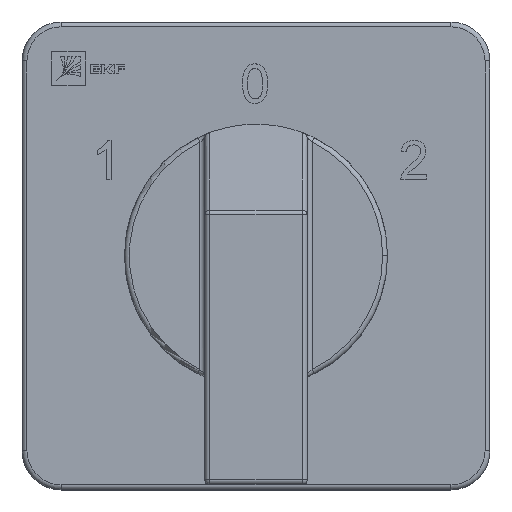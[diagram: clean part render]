
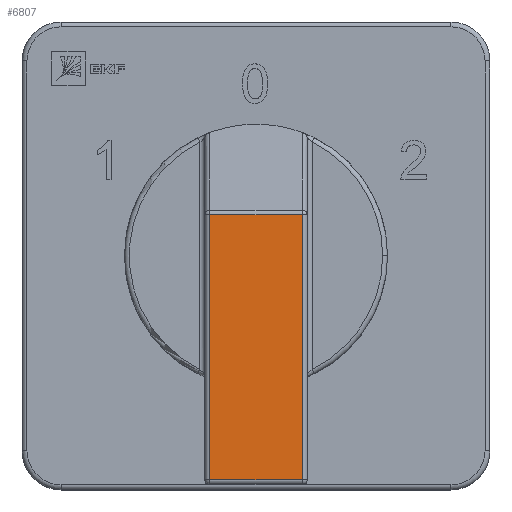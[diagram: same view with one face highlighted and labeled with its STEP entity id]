
A CAD part, top view. The second image highlights one B-rep face of the part: STEP entity #6807.
In plain terms, the highlighted planar face has unit normal (0, 0, 1).
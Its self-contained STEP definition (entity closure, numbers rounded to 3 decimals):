
#129 = EDGE_CURVE ( 'NONE', #2603, #17911, #5927, .T. ) ;
#889 = CARTESIAN_POINT ( 'NONE',  ( 5.25, 4.203, 23.5 ) ) ;
#2603 = VERTEX_POINT ( 'NONE', #9963 ) ;
#4137 = AXIS2_PLACEMENT_3D ( 'NONE', #16248, #4149, #18235 ) ;
#4149 = DIRECTION ( 'NONE',  ( 0., 0., -1. ) ) ;
#4505 = PLANE ( 'NONE',  #4137 ) ;
#4652 = VECTOR ( 'NONE', #9366, 1000. ) ;
#4920 = FACE_OUTER_BOUND ( 'NONE', #7949, .T. ) ;
#4991 = CARTESIAN_POINT ( 'NONE',  ( 5.25, -23., 23.5 ) ) ;
#5068 = CARTESIAN_POINT ( 'NONE',  ( 4.75, 4.203, 23.5 ) ) ;
#5177 = ORIENTED_EDGE ( 'NONE', *, *, #25942, .T. ) ;
#5279 = CARTESIAN_POINT ( 'NONE',  ( -4.75, -23., 23.5 ) ) ;
#5690 = VECTOR ( 'NONE', #24340, 1000. ) ;
#5927 = LINE ( 'NONE', #17526, #4652 ) ;
#6807 = ADVANCED_FACE ( 'NONE', ( #4920 ), #4505, .F. ) ;
#7257 = ORIENTED_EDGE ( 'NONE', *, *, #20605, .T. ) ;
#7949 = EDGE_LOOP ( 'NONE', ( #16132, #24481, #5177, #7257 ) ) ;
#9122 = LINE ( 'NONE', #889, #10374 ) ;
#9366 = DIRECTION ( 'NONE',  ( 0., 1., 0. ) ) ;
#9963 = CARTESIAN_POINT ( 'NONE',  ( 4.75, -23., 23.5 ) ) ;
#10374 = VECTOR ( 'NONE', #19323, 1000. ) ;
#13499 = VERTEX_POINT ( 'NONE', #25448 ) ;
#16132 = ORIENTED_EDGE ( 'NONE', *, *, #129, .T. ) ;
#16248 = CARTESIAN_POINT ( 'NONE',  ( 5.25, 4.5, 23.5 ) ) ;
#17526 = CARTESIAN_POINT ( 'NONE',  ( 4.75, 4.5, 23.5 ) ) ;
#17911 = VERTEX_POINT ( 'NONE', #5068 ) ;
#18235 = DIRECTION ( 'NONE',  ( 0., 1., 0. ) ) ;
#18577 = LINE ( 'NONE', #24081, #5690 ) ;
#19323 = DIRECTION ( 'NONE',  ( -1., 0., 0. ) ) ;
#20605 = EDGE_CURVE ( 'NONE', #21260, #2603, #25048, .T. ) ;
#21260 = VERTEX_POINT ( 'NONE', #5279 ) ;
#21689 = EDGE_CURVE ( 'NONE', #17911, #13499, #9122, .T. ) ;
#24081 = CARTESIAN_POINT ( 'NONE',  ( -4.75, -23.5, 23.5 ) ) ;
#24107 = VECTOR ( 'NONE', #25088, 1000. ) ;
#24340 = DIRECTION ( 'NONE',  ( 0., -1., 0. ) ) ;
#24481 = ORIENTED_EDGE ( 'NONE', *, *, #21689, .T. ) ;
#25048 = LINE ( 'NONE', #4991, #24107 ) ;
#25088 = DIRECTION ( 'NONE',  ( 1., 0., 0. ) ) ;
#25448 = CARTESIAN_POINT ( 'NONE',  ( -4.75, 4.203, 23.5 ) ) ;
#25942 = EDGE_CURVE ( 'NONE', #13499, #21260, #18577, .T. ) ;
